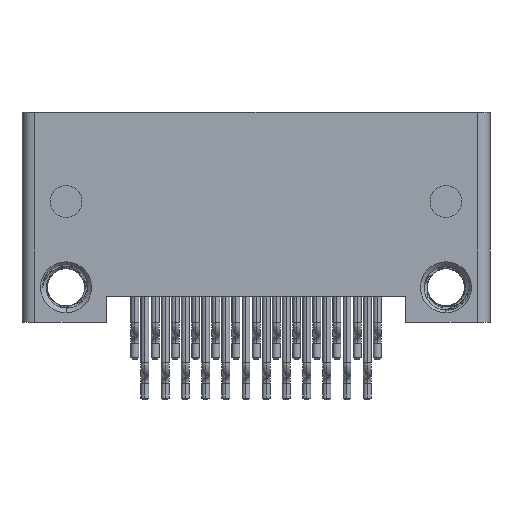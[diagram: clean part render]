
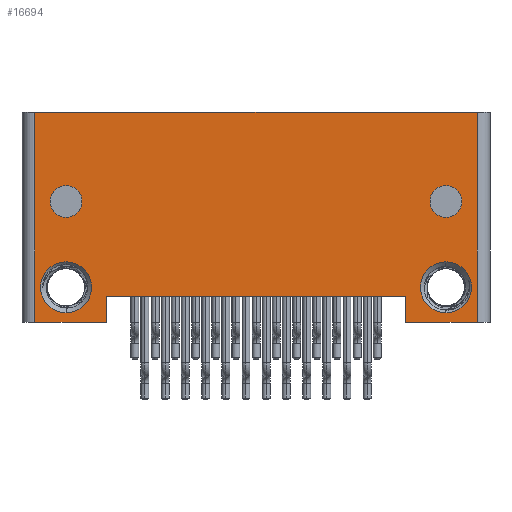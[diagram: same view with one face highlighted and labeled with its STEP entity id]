
A CAD part, front view. The second image highlights one B-rep face of the part: STEP entity #16694.
In plain terms, the highlighted planar face has unit normal (0, -1, 0).
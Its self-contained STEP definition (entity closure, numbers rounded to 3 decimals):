
#483=DIRECTION('',(0.,0.,1.));
#484=VECTOR('',#483,0.8);
#485=CARTESIAN_POINT('',(4.7,-1.93,-6.6));
#486=LINE('',#485,#484);
#495=DIRECTION('',(-1.,0.,0.));
#496=VECTOR('',#495,13.91);
#497=CARTESIAN_POINT('',(6.955,-1.93,0.));
#498=LINE('',#497,#496);
#499=DIRECTION('',(1.,0.,0.));
#500=VECTOR('',#499,9.4);
#501=CARTESIAN_POINT('',(-4.7,-1.93,-5.8));
#502=LINE('',#501,#500);
#503=DIRECTION('',(0.,0.,1.));
#504=VECTOR('',#503,0.8);
#505=CARTESIAN_POINT('',(-4.7,-1.93,-6.6));
#506=LINE('',#505,#504);
#507=CARTESIAN_POINT('',(5.97,-1.93,-2.8));
#508=DIRECTION('',(0.,1.,0.));
#509=DIRECTION('',(0.,0.,-1.));
#510=AXIS2_PLACEMENT_3D('',#507,#508,#509);
#512=CARTESIAN_POINT('',(5.97,-1.93,-2.8));
#513=DIRECTION('',(0.,1.,0.));
#514=DIRECTION('',(0.,0.,1.));
#515=AXIS2_PLACEMENT_3D('',#512,#513,#514);
#517=CARTESIAN_POINT('',(-5.97,-1.93,-2.8));
#518=DIRECTION('',(0.,1.,0.));
#519=DIRECTION('',(0.,0.,-1.));
#520=AXIS2_PLACEMENT_3D('',#517,#518,#519);
#522=CARTESIAN_POINT('',(-5.97,-1.93,-2.8));
#523=DIRECTION('',(0.,1.,0.));
#524=DIRECTION('',(0.,0.,1.));
#525=AXIS2_PLACEMENT_3D('',#522,#523,#524);
#527=CARTESIAN_POINT('',(5.97,-1.93,-5.5));
#528=DIRECTION('',(0.,1.,0.));
#529=DIRECTION('',(0.,0.,-1.));
#530=AXIS2_PLACEMENT_3D('',#527,#528,#529);
#532=CARTESIAN_POINT('',(5.97,-1.93,-5.5));
#533=DIRECTION('',(0.,1.,0.));
#534=DIRECTION('',(0.,0.,1.));
#535=AXIS2_PLACEMENT_3D('',#532,#533,#534);
#537=CARTESIAN_POINT('',(-5.97,-1.93,-5.5));
#538=DIRECTION('',(0.,1.,0.));
#539=DIRECTION('',(0.,0.,-1.));
#540=AXIS2_PLACEMENT_3D('',#537,#538,#539);
#542=CARTESIAN_POINT('',(-5.97,-1.93,-5.5));
#543=DIRECTION('',(0.,1.,0.));
#544=DIRECTION('',(0.,0.,1.));
#545=AXIS2_PLACEMENT_3D('',#542,#543,#544);
#762=DIRECTION('',(-1.,0.,0.));
#763=VECTOR('',#762,2.255);
#764=CARTESIAN_POINT('',(6.955,-1.93,-6.6));
#765=LINE('',#764,#763);
#799=DIRECTION('',(0.,0.,-1.));
#800=VECTOR('',#799,6.6);
#801=CARTESIAN_POINT('',(6.955,-1.93,0.));
#802=LINE('',#801,#800);
#5021=DIRECTION('',(0.,0.,1.));
#5022=VECTOR('',#5021,6.6);
#5023=CARTESIAN_POINT('',(-6.955,-1.93,-6.6));
#5024=LINE('',#5023,#5022);
#5029=DIRECTION('',(-1.,0.,0.));
#5030=VECTOR('',#5029,2.255);
#5031=CARTESIAN_POINT('',(-4.7,-1.93,-6.6));
#5032=LINE('',#5031,#5030);
#14168=CARTESIAN_POINT('',(-5.97,-1.93,-3.3));
#14169=CARTESIAN_POINT('',(-5.97,-1.93,-2.3));
#14170=VERTEX_POINT('',#14168);
#14171=VERTEX_POINT('',#14169);
#14448=CARTESIAN_POINT('',(-5.97,-1.93,-6.3));
#14450=VERTEX_POINT('',#14448);
#14499=CARTESIAN_POINT('',(-5.97,-1.93,-4.7));
#14500=VERTEX_POINT('',#14499);
#14536=CARTESIAN_POINT('',(6.955,-1.93,0.));
#14537=CARTESIAN_POINT('',(-6.955,-1.93,0.));
#14538=VERTEX_POINT('',#14536);
#14539=VERTEX_POINT('',#14537);
#14676=CARTESIAN_POINT('',(-4.7,-1.93,-5.8));
#14678=VERTEX_POINT('',#14676);
#14974=CARTESIAN_POINT('',(5.97,-1.93,-6.3));
#14975=CARTESIAN_POINT('',(5.97,-1.93,-4.7));
#14976=VERTEX_POINT('',#14974);
#14977=VERTEX_POINT('',#14975);
#14990=CARTESIAN_POINT('',(5.97,-1.93,-2.3));
#14992=VERTEX_POINT('',#14990);
#15243=CARTESIAN_POINT('',(6.955,-1.93,-6.6));
#15244=VERTEX_POINT('',#15243);
#15289=CARTESIAN_POINT('',(4.7,-1.93,-6.6));
#15290=VERTEX_POINT('',#15289);
#15432=CARTESIAN_POINT('',(5.97,-1.93,-3.3));
#15433=VERTEX_POINT('',#15432);
#15621=CARTESIAN_POINT('',(4.7,-1.93,-5.8));
#15623=VERTEX_POINT('',#15621);
#15645=CARTESIAN_POINT('',(-6.955,-1.93,-6.6));
#15646=VERTEX_POINT('',#15645);
#16048=CARTESIAN_POINT('',(-4.7,-1.93,-6.6));
#16049=VERTEX_POINT('',#16048);
#16650=CARTESIAN_POINT('',(-7.355,-1.93,0.));
#16651=DIRECTION('',(0.,1.,0.));
#16652=DIRECTION('',(0.,0.,1.));
#16653=AXIS2_PLACEMENT_3D('',#16650,#16651,#16652);
#16654=PLANE('',#16653);
#16656=ORIENTED_EDGE('',*,*,#16655,.F.);
#16658=ORIENTED_EDGE('',*,*,#16657,.T.);
#16660=ORIENTED_EDGE('',*,*,#16659,.T.);
#16661=ORIENTED_EDGE('',*,*,#16631,.T.);
#16662=ORIENTED_EDGE('',*,*,#16536,.F.);
#16663=ORIENTED_EDGE('',*,*,#16576,.F.);
#16665=ORIENTED_EDGE('',*,*,#16664,.T.);
#16667=ORIENTED_EDGE('',*,*,#16666,.T.);
#16668=EDGE_LOOP('',(#16656,#16658,#16660,#16661,#16662,#16663,#16665,#16667));
#16669=FACE_OUTER_BOUND('',#16668,.F.);
#16671=ORIENTED_EDGE('',*,*,#16670,.F.);
#16673=ORIENTED_EDGE('',*,*,#16672,.F.);
#16674=EDGE_LOOP('',(#16671,#16673));
#16675=FACE_BOUND('',#16674,.F.);
#16677=ORIENTED_EDGE('',*,*,#16676,.F.);
#16679=ORIENTED_EDGE('',*,*,#16678,.F.);
#16680=EDGE_LOOP('',(#16677,#16679));
#16681=FACE_BOUND('',#16680,.F.);
#16683=ORIENTED_EDGE('',*,*,#16682,.F.);
#16685=ORIENTED_EDGE('',*,*,#16684,.F.);
#16686=EDGE_LOOP('',(#16683,#16685));
#16687=FACE_BOUND('',#16686,.F.);
#16689=ORIENTED_EDGE('',*,*,#16688,.F.);
#16691=ORIENTED_EDGE('',*,*,#16690,.F.);
#16692=EDGE_LOOP('',(#16689,#16691));
#16693=FACE_BOUND('',#16692,.F.);
#511=CIRCLE('',#510,0.5);
#516=CIRCLE('',#515,0.5);
#521=CIRCLE('',#520,0.5);
#526=CIRCLE('',#525,0.5);
#531=CIRCLE('',#530,0.8);
#536=CIRCLE('',#535,0.8);
#541=CIRCLE('',#540,0.8);
#546=CIRCLE('',#545,0.8);
#16536=EDGE_CURVE('',#14678,#15623,#502,.T.);
#16576=EDGE_CURVE('',#16049,#14678,#506,.T.);
#16631=EDGE_CURVE('',#15290,#15623,#486,.T.);
#16655=EDGE_CURVE('',#14538,#14539,#498,.T.);
#16657=EDGE_CURVE('',#14538,#15244,#802,.T.);
#16659=EDGE_CURVE('',#15244,#15290,#765,.T.);
#16664=EDGE_CURVE('',#16049,#15646,#5032,.T.);
#16666=EDGE_CURVE('',#15646,#14539,#5024,.T.);
#16670=EDGE_CURVE('',#15433,#14992,#511,.T.);
#16672=EDGE_CURVE('',#14992,#15433,#516,.T.);
#16676=EDGE_CURVE('',#14170,#14171,#521,.T.);
#16678=EDGE_CURVE('',#14171,#14170,#526,.T.);
#16682=EDGE_CURVE('',#14976,#14977,#531,.T.);
#16684=EDGE_CURVE('',#14977,#14976,#536,.T.);
#16688=EDGE_CURVE('',#14450,#14500,#541,.T.);
#16690=EDGE_CURVE('',#14500,#14450,#546,.T.);
#16694=ADVANCED_FACE('',(#16669,#16675,#16681,#16687,#16693),#16654,.F.);
